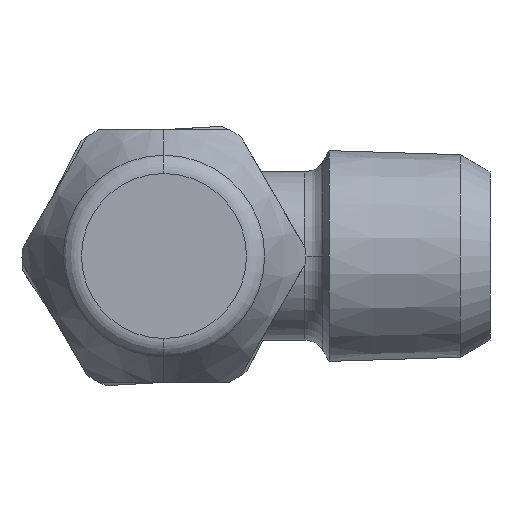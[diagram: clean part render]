
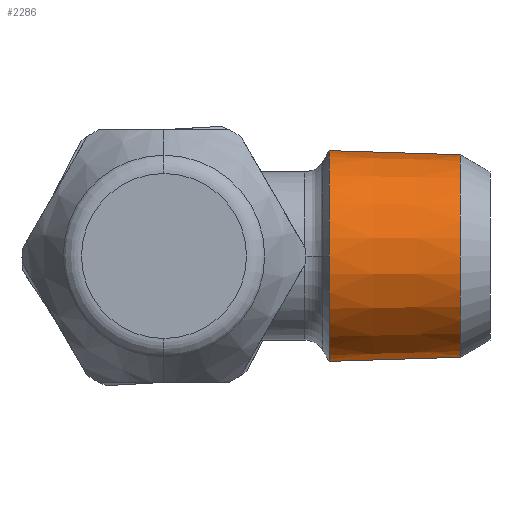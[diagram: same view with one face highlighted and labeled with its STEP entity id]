
A CAD part, left-side view. The second image highlights one B-rep face of the part: STEP entity #2286.
In plain terms, the highlighted conical face has half-angle 1.788 degrees and reference radius 5.052 mm.
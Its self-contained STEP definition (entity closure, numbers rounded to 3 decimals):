
#24 = EDGE_LOOP ( 'NONE', ( #1602, #1603, #1604, #1605, #1606 ) ) ;
#94 = EDGE_CURVE ( 'NONE', #863, #843, #1983, .T. ) ;
#214 = CARTESIAN_POINT ( 'NONE',  ( 0., -7.851, 0. ) ) ;
#215 = DIRECTION ( 'NONE',  ( 0., -1., 0. ) ) ;
#216 = DIRECTION ( 'NONE',  ( 0., 0., 1. ) ) ;
#381 = AXIS2_PLACEMENT_3D ( 'NONE', #214, #215, #216 ) ;
#424 = AXIS2_PLACEMENT_3D ( 'NONE', #1057, #1058, #1059 ) ;
#495 = AXIS2_PLACEMENT_3D ( 'NONE', #3201, #3202, #3203 ) ;
#519 = AXIS2_PLACEMENT_3D ( 'NONE', #2549, #2550, #2548 ) ;
#837 = VERTEX_POINT ( 'NONE', #3485 ) ;
#840 = VERTEX_POINT ( 'NONE', #3488 ) ;
#843 = VERTEX_POINT ( 'NONE', #3491 ) ;
#845 = VERTEX_POINT ( 'NONE', #3493 ) ;
#863 = VERTEX_POINT ( 'NONE', #3511 ) ;
#1057 = CARTESIAN_POINT ( 'NONE',  ( 0., -14.088, 0. ) ) ;
#1058 = DIRECTION ( 'NONE',  ( 0., -1., 0. ) ) ;
#1059 = DIRECTION ( 'NONE',  ( 0., 0., -1. ) ) ;
#1602 = ORIENTED_EDGE ( 'NONE', *, *, #1865, .F. ) ;
#1603 = ORIENTED_EDGE ( 'NONE', *, *, #1742, .F. ) ;
#1604 = ORIENTED_EDGE ( 'NONE', *, *, #1868, .T. ) ;
#1605 = ORIENTED_EDGE ( 'NONE', *, *, #1890, .T. ) ;
#1606 = ORIENTED_EDGE ( 'NONE', *, *, #94, .T. ) ;
#1742 = EDGE_CURVE ( 'NONE', #840, #837, #2086, .T. ) ;
#1865 = EDGE_CURVE ( 'NONE', #837, #843, #2199, .T. ) ;
#1868 = EDGE_CURVE ( 'NONE', #840, #845, #2205, .T. ) ;
#1890 = EDGE_CURVE ( 'NONE', #845, #863, #4021, .T. ) ;
#1983 = CIRCLE ( 'NONE', #381, 5.01 ) ;
#2086 = CIRCLE ( 'NONE', #424, 4.815 ) ;
#2199 = LINE ( 'NONE', #3127, #2203 ) ;
#2203 = VECTOR ( 'NONE', #3126, 1000. ) ;
#2205 = LINE ( 'NONE', #3131, #2207 ) ;
#2207 = VECTOR ( 'NONE', #3132, 1000. ) ;
#2286 = ADVANCED_FACE ( 'NONE', ( #4095 ), #4102, .T. ) ;
#2548 = DIRECTION ( 'NONE',  ( 0., 0., 1. ) ) ;
#2549 = CARTESIAN_POINT ( 'NONE',  ( 0., -6.5, 0. ) ) ;
#2550 = DIRECTION ( 'NONE',  ( 0., 1., 0. ) ) ;
#3126 = DIRECTION ( 'NONE',  ( 0., 1., -0.031 ) ) ;
#3127 = CARTESIAN_POINT ( 'NONE',  ( 0., -6.5, -5.052 ) ) ;
#3131 = CARTESIAN_POINT ( 'NONE',  ( 0., -6.5, 5.052 ) ) ;
#3132 = DIRECTION ( 'NONE',  ( 0., 1., 0.031 ) ) ;
#3201 = CARTESIAN_POINT ( 'NONE',  ( 0., -7.851, 0. ) ) ;
#3202 = DIRECTION ( 'NONE',  ( 0., -1., 0. ) ) ;
#3203 = DIRECTION ( 'NONE',  ( 0., 0., 1. ) ) ;
#3485 = CARTESIAN_POINT ( 'NONE',  ( 0., -14.088, -4.815 ) ) ;
#3488 = CARTESIAN_POINT ( 'NONE',  ( 0., -14.088, 4.815 ) ) ;
#3491 = CARTESIAN_POINT ( 'NONE',  ( 0., -7.851, -5.01 ) ) ;
#3493 = CARTESIAN_POINT ( 'NONE',  ( 0., -7.851, 5.01 ) ) ;
#3511 = CARTESIAN_POINT ( 'NONE',  ( -5.01, -7.851, 0. ) ) ;
#4021 = CIRCLE ( 'NONE', #495, 5.01 ) ;
#4095 = FACE_OUTER_BOUND ( 'NONE', #24, .T. ) ;
#4102 = CONICAL_SURFACE ( 'NONE', #519, 5.052, 0.031 ) ;
